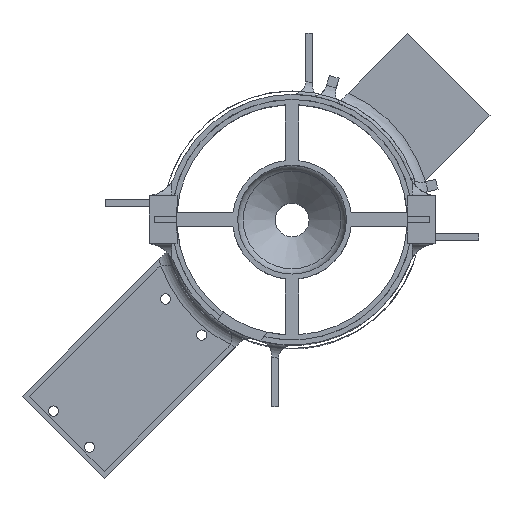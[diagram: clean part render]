
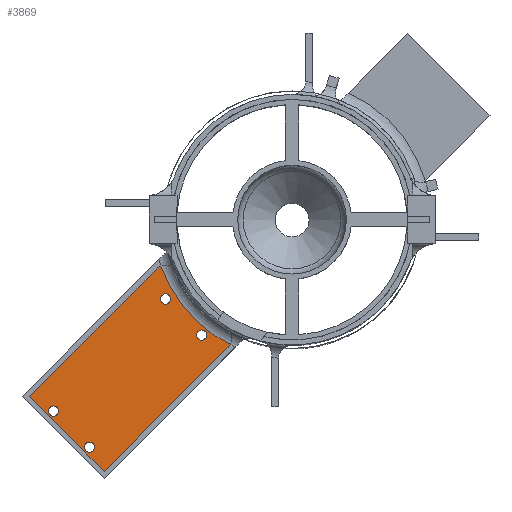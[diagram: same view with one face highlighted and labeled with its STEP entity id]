
A CAD part, top view. The second image highlights one B-rep face of the part: STEP entity #3869.
In plain terms, the highlighted planar face has unit normal (0, 0, 1).
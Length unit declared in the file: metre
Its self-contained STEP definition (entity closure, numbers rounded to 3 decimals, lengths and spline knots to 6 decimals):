
#40=PLANE('',#4108);
#146=CIRCLE('',#4109,0.0015);
#147=CIRCLE('',#4110,0.0015);
#148=CIRCLE('',#4111,0.0015);
#149=CIRCLE('',#4112,0.0015);
#150=CIRCLE('',#4113,0.004);
#151=CIRCLE('',#4114,0.0409);
#152=CIRCLE('',#4115,0.004);
#312=LINE('',#5654,#604);
#313=LINE('',#5663,#605);
#314=LINE('',#5665,#606);
#604=VECTOR('',#4519,1.);
#605=VECTOR('',#4526,1.);
#606=VECTOR('',#4527,1.);
#918=ORIENTED_EDGE('',*,*,#2070,.F.);
#919=ORIENTED_EDGE('',*,*,#2071,.F.);
#920=ORIENTED_EDGE('',*,*,#2072,.F.);
#921=ORIENTED_EDGE('',*,*,#2073,.F.);
#922=ORIENTED_EDGE('',*,*,#2074,.T.);
#923=ORIENTED_EDGE('',*,*,#2075,.T.);
#924=ORIENTED_EDGE('',*,*,#2076,.T.);
#925=ORIENTED_EDGE('',*,*,#2077,.T.);
#926=ORIENTED_EDGE('',*,*,#2078,.T.);
#927=ORIENTED_EDGE('',*,*,#2079,.T.);
#2070=EDGE_CURVE('',#2652,#2652,#146,.T.);
#2071=EDGE_CURVE('',#2653,#2653,#147,.T.);
#2072=EDGE_CURVE('',#2654,#2654,#148,.T.);
#2073=EDGE_CURVE('',#2655,#2655,#149,.T.);
#2074=EDGE_CURVE('',#2656,#2657,#312,.T.);
#2075=EDGE_CURVE('',#2657,#2658,#150,.T.);
#2076=EDGE_CURVE('',#2658,#2659,#151,.F.);
#2077=EDGE_CURVE('',#2659,#2660,#152,.T.);
#2078=EDGE_CURVE('',#2660,#2661,#313,.T.);
#2079=EDGE_CURVE('',#2661,#2656,#314,.T.);
#2652=VERTEX_POINT('',#5647);
#2653=VERTEX_POINT('',#5649);
#2654=VERTEX_POINT('',#5651);
#2655=VERTEX_POINT('',#5653);
#2656=VERTEX_POINT('',#5655);
#2657=VERTEX_POINT('',#5656);
#2658=VERTEX_POINT('',#5658);
#2659=VERTEX_POINT('',#5660);
#2660=VERTEX_POINT('',#5662);
#2661=VERTEX_POINT('',#5664);
#3185=EDGE_LOOP('',(#918));
#3186=EDGE_LOOP('',(#919));
#3187=EDGE_LOOP('',(#920));
#3188=EDGE_LOOP('',(#921));
#3189=EDGE_LOOP('',(#922,#923,#924,#925,#926,#927));
#3487=FACE_BOUND('',#3185,.T.);
#3488=FACE_BOUND('',#3186,.T.);
#3489=FACE_BOUND('',#3187,.T.);
#3490=FACE_BOUND('',#3188,.T.);
#3491=FACE_BOUND('',#3189,.T.);
#3869=ADVANCED_FACE('',(#3487,#3488,#3489,#3490,#3491),#40,.T.);
#4108=AXIS2_PLACEMENT_3D('',#5645,#4509,#4510);
#4109=AXIS2_PLACEMENT_3D('',#5646,#4511,#4512);
#4110=AXIS2_PLACEMENT_3D('',#5648,#4513,#4514);
#4111=AXIS2_PLACEMENT_3D('',#5650,#4515,#4516);
#4112=AXIS2_PLACEMENT_3D('',#5652,#4517,#4518);
#4113=AXIS2_PLACEMENT_3D('',#5657,#4520,#4521);
#4114=AXIS2_PLACEMENT_3D('',#5659,#4522,#4523);
#4115=AXIS2_PLACEMENT_3D('',#5661,#4524,#4525);
#4509=DIRECTION('',(0.,0.,1.));
#4510=DIRECTION('',(-1.,0.,0.));
#4511=DIRECTION('',(0.,0.,1.));
#4512=DIRECTION('',(1.,0.,0.));
#4513=DIRECTION('',(0.,0.,1.));
#4514=DIRECTION('',(1.,0.,0.));
#4515=DIRECTION('',(0.,0.,1.));
#4516=DIRECTION('',(1.,0.,0.));
#4517=DIRECTION('',(0.,0.,1.));
#4518=DIRECTION('',(1.,0.,0.));
#4519=DIRECTION('',(0.707,0.707,0.));
#4520=DIRECTION('',(0.,0.,1.));
#4521=DIRECTION('',(1.,0.,0.));
#4522=DIRECTION('',(0.,0.,1.));
#4523=DIRECTION('',(1.,0.,0.));
#4524=DIRECTION('',(0.,0.,1.));
#4525=DIRECTION('',(1.,0.,0.));
#4526=DIRECTION('',(-0.707,-0.707,0.));
#4527=DIRECTION('',(0.707,-0.707,0.));
#5645=CARTESIAN_POINT('',(-0.010935,-0.027436,-0.064993));
#5646=CARTESIAN_POINT('',(-0.070216,-0.056215,-0.064993));
#5647=CARTESIAN_POINT('',(-0.068716,-0.056215,-0.064993));
#5648=CARTESIAN_POINT('',(-0.037224,-0.023223,-0.064993));
#5649=CARTESIAN_POINT('',(-0.035724,-0.023223,-0.064993));
#5650=CARTESIAN_POINT('',(-0.059609,-0.066822,-0.064993));
#5651=CARTESIAN_POINT('',(-0.058109,-0.066822,-0.064993));
#5652=CARTESIAN_POINT('',(-0.026618,-0.03383,-0.064993));
#5653=CARTESIAN_POINT('',(-0.025118,-0.03383,-0.064993));
#5654=CARTESIAN_POINT('',(-0.035164,-0.053831,-0.064993));
#5655=CARTESIAN_POINT('',(-0.055296,-0.073963,-0.064993));
#5656=CARTESIAN_POINT('',(-0.018846,-0.037513,-0.064993));
#5657=CARTESIAN_POINT('',(-0.021674,-0.034685,-0.064993));
#5658=CARTESIAN_POINT('',(-0.018182,-0.036636,-0.064993));
#5659=CARTESIAN_POINT('',(0.,0.,-0.064993));
#5660=CARTESIAN_POINT('',(-0.038583,-0.01357,-0.064993));
#5661=CARTESIAN_POINT('',(-0.037073,-0.017274,-0.064993));
#5662=CARTESIAN_POINT('',(-0.039902,-0.014446,-0.064993));
#5663=CARTESIAN_POINT('',(-0.056431,-0.030976,-0.064993));
#5664=CARTESIAN_POINT('',(-0.077357,-0.051902,-0.064993));
#5665=CARTESIAN_POINT('',(-0.066327,-0.062933,-0.064993));
